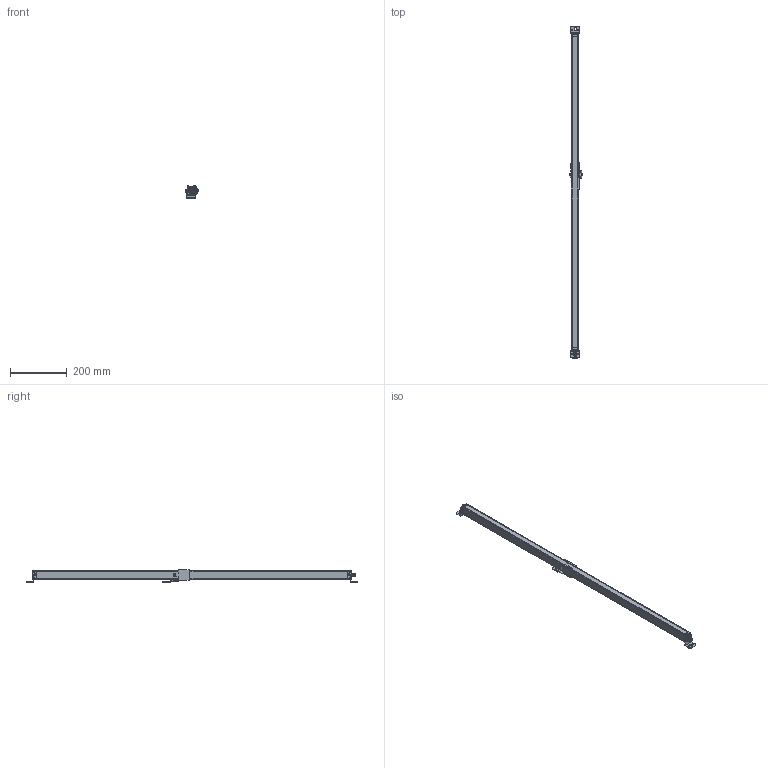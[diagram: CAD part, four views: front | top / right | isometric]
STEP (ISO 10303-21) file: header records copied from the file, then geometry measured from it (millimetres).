
FILE_DESCRIPTION((''),'2;1');
FILE_NAME('139571_SM01_ASM','2023-04-12T11:25:00',('banengservice'),('BANNER ENGINEERING'),'CREO PARAMETRIC BY PTC INC, 2022414','CREO PARAMETRIC BY PTC INC, 2022414','');
FILE_SCHEMA(('CONFIG_CONTROL_DESIGN'));
Length unit declared in the file: inch
Products named in the file (9): 139571_EP01; 139571_PL01; 48461; 46544; 51216; 49550_AF0; 51891_ASM; 51215; 139571_SM01_ASM
Assembly tree (13 placements, depth 3):
  139571_SM01_ASM
    139571_EP01
    139571_PL01
    48461  x2
    46544  x5
    51891_ASM
      51216
      49550_AF0
    51215
Bounding box: 45.45 x 1168.1 x 44.92 mm (x, y, z)
Volume: 1659286.3 mm3; surface area: 275627.5 mm2
Topology: 16 solids, 16 shells, 1029 faces, 2530 edges, 1561 vertices
Faces by surface type: cylinder 461, plane 364, sphere 76, torus 58, bspline 45, cone 25
Entity records: 33027 total; most frequent: CARTESIAN_POINT 14972, DIRECTION 3850, ORIENTED_EDGE 3676, EDGE_CURVE 1838, AXIS2_PLACEMENT_3D 1443, VERTEX_POINT 1161, VECTOR 964, LINE 964
